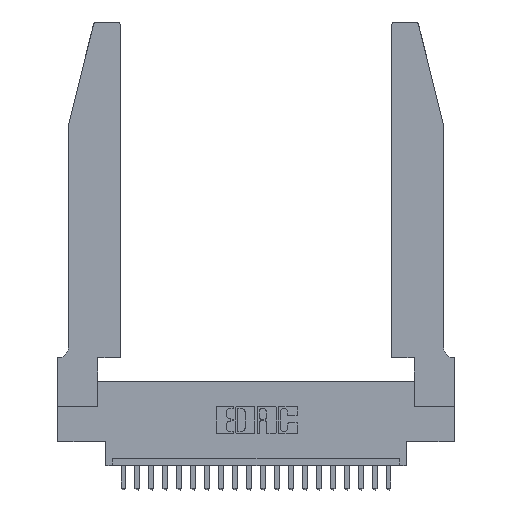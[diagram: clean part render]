
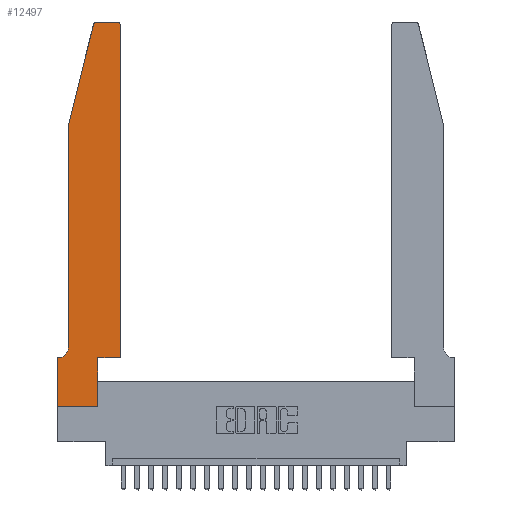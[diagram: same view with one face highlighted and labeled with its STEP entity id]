
A CAD part, top view. The second image highlights one B-rep face of the part: STEP entity #12497.
In plain terms, the highlighted planar face has unit normal (0, 0, 1).
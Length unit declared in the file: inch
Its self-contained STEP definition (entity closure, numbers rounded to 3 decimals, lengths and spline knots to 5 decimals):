
#228 = EDGE_CURVE ( 'NONE', #9089, #478, #11422, .T. ) ;
#478 = VERTEX_POINT ( 'NONE', #2952 ) ;
#576 = VERTEX_POINT ( 'NONE', #4792 ) ;
#717 = DIRECTION ( 'NONE',  ( 1., 0., 0. ) ) ;
#802 = VERTEX_POINT ( 'NONE', #19558 ) ;
#1517 = VERTEX_POINT ( 'NONE', #21472 ) ;
#1940 = EDGE_LOOP ( 'NONE', ( #14988, #16220, #3541, #8725, #7044, #7113, #20625, #18716, #4103, #14502, #22583, #10080 ) ) ;
#2161 = VECTOR ( 'NONE', #8524, 39.37008 ) ;
#2903 = AXIS2_PLACEMENT_3D ( 'NONE', #15472, #6460, #6306 ) ;
#2952 = CARTESIAN_POINT ( 'NONE',  ( 0.4205, 2.75, 0.37 ) ) ;
#3050 = CARTESIAN_POINT ( 'NONE',  ( 0.0755, 2., 0.37 ) ) ;
#3235 = VERTEX_POINT ( 'NONE', #3050 ) ;
#3294 = EDGE_CURVE ( 'NONE', #13164, #576, #5337, .T. ) ;
#3351 = DIRECTION ( 'NONE',  ( 0., 0., 1. ) ) ;
#3455 = EDGE_CURVE ( 'NONE', #22617, #3235, #4499, .T. ) ;
#3541 = ORIENTED_EDGE ( 'NONE', *, *, #3455, .T. ) ;
#3738 = LINE ( 'NONE', #3786, #6226 ) ;
#3753 = EDGE_CURVE ( 'NONE', #478, #5480, #16147, .T. ) ;
#3786 = CARTESIAN_POINT ( 'NONE',  ( 0., 0., 0.37 ) ) ;
#3861 = CARTESIAN_POINT ( 'NONE',  ( 0., 0.35, 0.37 ) ) ;
#4103 = ORIENTED_EDGE ( 'NONE', *, *, #3294, .T. ) ;
#4257 = FACE_OUTER_BOUND ( 'NONE', #1940, .T. ) ;
#4348 = CIRCLE ( 'NONE', #20843, 0.03 ) ;
#4499 = LINE ( 'NONE', #7666, #18130 ) ;
#4792 = CARTESIAN_POINT ( 'NONE',  ( 0.2865, 0.35, 0.37 ) ) ;
#4867 = CARTESIAN_POINT ( 'NONE',  ( 0.4505, 0.35, 0.37 ) ) ;
#4892 = DIRECTION ( 'NONE',  ( 1., 0., 0. ) ) ;
#5337 = LINE ( 'NONE', #20913, #19525 ) ;
#5480 = VERTEX_POINT ( 'NONE', #18974 ) ;
#5603 = VECTOR ( 'NONE', #23047, 39.37008 ) ;
#6094 = CIRCLE ( 'NONE', #22121, 0.07 ) ;
#6226 = VECTOR ( 'NONE', #18016, 39.37008 ) ;
#6306 = DIRECTION ( 'NONE',  ( 1., 0., 0. ) ) ;
#6460 = DIRECTION ( 'NONE',  ( 0., 0., 1. ) ) ;
#6997 = EDGE_CURVE ( 'NONE', #5480, #22617, #4348, .T. ) ;
#7044 = ORIENTED_EDGE ( 'NONE', *, *, #14928, .T. ) ;
#7113 = ORIENTED_EDGE ( 'NONE', *, *, #13715, .T. ) ;
#7560 = DIRECTION ( 'NONE',  ( -1., 0., 0. ) ) ;
#7662 = CARTESIAN_POINT ( 'NONE',  ( 0.0755, 0.35, 0.37 ) ) ;
#7666 = CARTESIAN_POINT ( 'NONE',  ( 0.0755, 2., 0.37 ) ) ;
#7879 = CARTESIAN_POINT ( 'NONE',  ( 0.0755, 2., 0.37 ) ) ;
#7938 = LINE ( 'NONE', #20978, #18547 ) ;
#8399 = EDGE_CURVE ( 'NONE', #1517, #13164, #3738, .T. ) ;
#8524 = DIRECTION ( 'NONE',  ( 0., -1., 0. ) ) ;
#8725 = ORIENTED_EDGE ( 'NONE', *, *, #13736, .T. ) ;
#9020 = VERTEX_POINT ( 'NONE', #4867 ) ;
#9089 = VERTEX_POINT ( 'NONE', #12436 ) ;
#9313 = DIRECTION ( 'NONE',  ( -1., 0., 0. ) ) ;
#9565 = AXIS2_PLACEMENT_3D ( 'NONE', #17701, #19415, #10573 ) ;
#9579 = CARTESIAN_POINT ( 'NONE',  ( 0.0755, 0.42, 0.37 ) ) ;
#10080 = ORIENTED_EDGE ( 'NONE', *, *, #228, .T. ) ;
#10273 = DIRECTION ( 'NONE',  ( 0., 1., 0. ) ) ;
#10359 = VECTOR ( 'NONE', #20414, 39.37008 ) ;
#10573 = DIRECTION ( 'NONE',  ( 1., 0., 0. ) ) ;
#11005 = CARTESIAN_POINT ( 'NONE',  ( 0.2865, 0., 0.37 ) ) ;
#11422 = CIRCLE ( 'NONE', #9565, 0.03 ) ;
#11449 = VECTOR ( 'NONE', #7560, 39.37008 ) ;
#12194 = CARTESIAN_POINT ( 'NONE',  ( 0.0055, 0.42, 0.37 ) ) ;
#12436 = CARTESIAN_POINT ( 'NONE',  ( 0.4505, 2.72, 0.37 ) ) ;
#12497 = ADVANCED_FACE ( 'NONE', ( #4257 ), #13692, .T. ) ;
#13164 = VERTEX_POINT ( 'NONE', #11005 ) ;
#13692 = PLANE ( 'NONE',  #2903 ) ;
#13715 = EDGE_CURVE ( 'NONE', #802, #16057, #14253, .T. ) ;
#13736 = EDGE_CURVE ( 'NONE', #3235, #18416, #17265, .T. ) ;
#14140 = DIRECTION ( 'NONE',  ( 0., 1., 0. ) ) ;
#14253 = LINE ( 'NONE', #7662, #5603 ) ;
#14502 = ORIENTED_EDGE ( 'NONE', *, *, #17178, .T. ) ;
#14928 = EDGE_CURVE ( 'NONE', #18416, #802, #6094, .T. ) ;
#14988 = ORIENTED_EDGE ( 'NONE', *, *, #3753, .T. ) ;
#15067 = CARTESIAN_POINT ( 'NONE',  ( 0.4505, 0.35, 0.37 ) ) ;
#15472 = CARTESIAN_POINT ( 'NONE',  ( 0., 0.35, 0.37 ) ) ;
#16057 = VERTEX_POINT ( 'NONE', #3861 ) ;
#16147 = LINE ( 'NONE', #19932, #11449 ) ;
#16220 = ORIENTED_EDGE ( 'NONE', *, *, #6997, .T. ) ;
#16378 = EDGE_CURVE ( 'NONE', #16057, #1517, #17440, .T. ) ;
#16928 = CARTESIAN_POINT ( 'NONE',  ( 0.25487, 2.72718, 0.37 ) ) ;
#17045 = EDGE_CURVE ( 'NONE', #9020, #9089, #7938, .T. ) ;
#17178 = EDGE_CURVE ( 'NONE', #576, #9020, #21878, .T. ) ;
#17265 = LINE ( 'NONE', #7879, #10359 ) ;
#17440 = LINE ( 'NONE', #21049, #2161 ) ;
#17607 = DIRECTION ( 'NONE',  ( 0., 0., -1. ) ) ;
#17701 = CARTESIAN_POINT ( 'NONE',  ( 0.4205, 2.72, 0.37 ) ) ;
#18016 = DIRECTION ( 'NONE',  ( 1., 0., 0. ) ) ;
#18130 = VECTOR ( 'NONE', #21742, 39.37008 ) ;
#18416 = VERTEX_POINT ( 'NONE', #9579 ) ;
#18547 = VECTOR ( 'NONE', #14140, 39.37008 ) ;
#18716 = ORIENTED_EDGE ( 'NONE', *, *, #8399, .T. ) ;
#18974 = CARTESIAN_POINT ( 'NONE',  ( 0.284, 2.75, 0.37 ) ) ;
#19415 = DIRECTION ( 'NONE',  ( 0., 0., 1. ) ) ;
#19525 = VECTOR ( 'NONE', #10273, 39.37008 ) ;
#19558 = CARTESIAN_POINT ( 'NONE',  ( 0.0055, 0.35, 0.37 ) ) ;
#19932 = CARTESIAN_POINT ( 'NONE',  ( 0.2605, 2.75, 0.37 ) ) ;
#20414 = DIRECTION ( 'NONE',  ( 0., -1., 0. ) ) ;
#20625 = ORIENTED_EDGE ( 'NONE', *, *, #16378, .T. ) ;
#20843 = AXIS2_PLACEMENT_3D ( 'NONE', #20999, #3351, #4892 ) ;
#20913 = CARTESIAN_POINT ( 'NONE',  ( 0.2865, 0.35, 0.37 ) ) ;
#20978 = CARTESIAN_POINT ( 'NONE',  ( 0.4505, 0.35, 0.37 ) ) ;
#20999 = CARTESIAN_POINT ( 'NONE',  ( 0.284, 2.72, 0.37 ) ) ;
#21049 = CARTESIAN_POINT ( 'NONE',  ( 0., 0., 0.37 ) ) ;
#21472 = CARTESIAN_POINT ( 'NONE',  ( 0., 0., 0.37 ) ) ;
#21742 = DIRECTION ( 'NONE',  ( -0.239, -0.971, 0. ) ) ;
#21878 = LINE ( 'NONE', #15067, #22140 ) ;
#22121 = AXIS2_PLACEMENT_3D ( 'NONE', #12194, #17607, #9313 ) ;
#22140 = VECTOR ( 'NONE', #717, 39.37008 ) ;
#22583 = ORIENTED_EDGE ( 'NONE', *, *, #17045, .T. ) ;
#22617 = VERTEX_POINT ( 'NONE', #16928 ) ;
#23047 = DIRECTION ( 'NONE',  ( -1., 0., 0. ) ) ;
